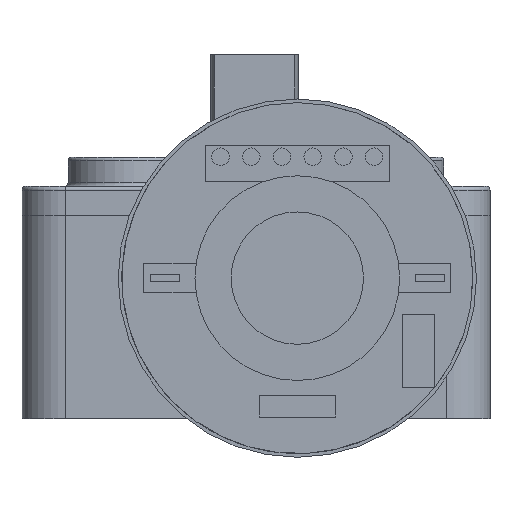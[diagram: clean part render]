
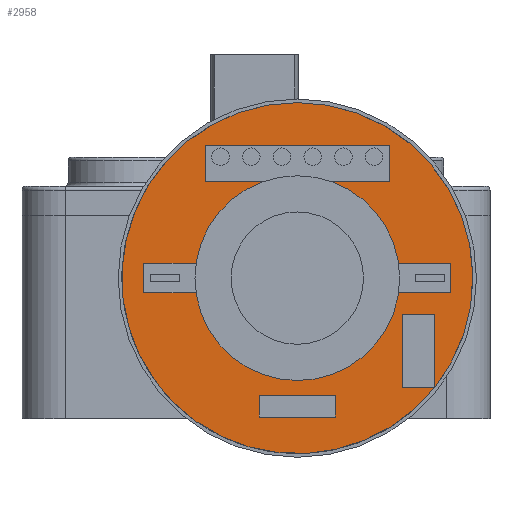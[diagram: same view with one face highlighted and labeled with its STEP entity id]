
A CAD part, front view. The second image highlights one B-rep face of the part: STEP entity #2958.
In plain terms, the highlighted face is planar.
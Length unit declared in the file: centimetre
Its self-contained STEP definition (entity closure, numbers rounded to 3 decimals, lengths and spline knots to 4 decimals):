
#235=LINE('',#4970,#458);
#236=LINE('',#4972,#459);
#237=LINE('',#4974,#460);
#238=LINE('',#4975,#461);
#239=LINE('',#4978,#462);
#240=LINE('',#4980,#463);
#241=LINE('',#4982,#464);
#242=LINE('',#4983,#465);
#243=LINE('',#4986,#466);
#244=LINE('',#4988,#467);
#245=LINE('',#4990,#468);
#246=LINE('',#4991,#469);
#247=LINE('',#4994,#470);
#248=LINE('',#4996,#471);
#249=LINE('',#4998,#472);
#250=LINE('',#4999,#473);
#251=LINE('',#5002,#474);
#252=LINE('',#5004,#475);
#253=LINE('',#5006,#476);
#254=LINE('',#5007,#477);
#458=VECTOR('',#4126,100.);
#459=VECTOR('',#4127,100.);
#460=VECTOR('',#4128,100.);
#461=VECTOR('',#4129,100.);
#462=VECTOR('',#4130,100.);
#463=VECTOR('',#4131,100.);
#464=VECTOR('',#4132,100.);
#465=VECTOR('',#4133,100.);
#466=VECTOR('',#4134,100.);
#467=VECTOR('',#4135,100.);
#468=VECTOR('',#4136,100.);
#469=VECTOR('',#4137,100.);
#470=VECTOR('',#4138,100.);
#471=VECTOR('',#4139,100.);
#472=VECTOR('',#4140,100.);
#473=VECTOR('',#4141,100.);
#474=VECTOR('',#4142,100.);
#475=VECTOR('',#4143,100.);
#476=VECTOR('',#4144,100.);
#477=VECTOR('',#4145,100.);
#600=PLANE('',#3307);
#785=FACE_BOUND('',#1248,.T.);
#786=FACE_BOUND('',#1249,.T.);
#787=FACE_BOUND('',#1250,.T.);
#788=FACE_BOUND('',#1251,.T.);
#789=FACE_BOUND('',#1252,.T.);
#960=FACE_OUTER_BOUND('',#1247,.T.);
#1247=EDGE_LOOP('',(#2630,#2631,#2632,#2633,#2634));
#1248=EDGE_LOOP('',(#2635,#2636,#2637,#2638));
#1249=EDGE_LOOP('',(#2639,#2640,#2641,#2642));
#1250=EDGE_LOOP('',(#2643,#2644,#2645,#2646));
#1251=EDGE_LOOP('',(#2647));
#1252=EDGE_LOOP('',(#2648,#2649,#2650,#2651));
#1431=CIRCLE('',#3303,0.1);
#1432=CIRCLE('',#3305,1.2);
#1659=VERTEX_POINT('',#4961);
#1660=VERTEX_POINT('',#4964);
#1662=VERTEX_POINT('',#4969);
#1663=VERTEX_POINT('',#4971);
#1664=VERTEX_POINT('',#4973);
#1665=VERTEX_POINT('',#4976);
#1666=VERTEX_POINT('',#4977);
#1667=VERTEX_POINT('',#4979);
#1668=VERTEX_POINT('',#4981);
#1669=VERTEX_POINT('',#4984);
#1670=VERTEX_POINT('',#4985);
#1671=VERTEX_POINT('',#4987);
#1672=VERTEX_POINT('',#4989);
#1673=VERTEX_POINT('',#4992);
#1674=VERTEX_POINT('',#4993);
#1675=VERTEX_POINT('',#4995);
#1676=VERTEX_POINT('',#4997);
#1677=VERTEX_POINT('',#5000);
#1678=VERTEX_POINT('',#5001);
#1679=VERTEX_POINT('',#5003);
#1680=VERTEX_POINT('',#5005);
#1997=EDGE_CURVE('',#1659,#1659,#1431,.T.);
#1998=EDGE_CURVE('',#1660,#1660,#1432,.T.);
#2000=EDGE_CURVE('',#1662,#1660,#235,.T.);
#2001=EDGE_CURVE('',#1663,#1662,#236,.T.);
#2002=EDGE_CURVE('',#1664,#1663,#237,.T.);
#2003=EDGE_CURVE('',#1660,#1664,#238,.T.);
#2004=EDGE_CURVE('',#1665,#1666,#239,.T.);
#2005=EDGE_CURVE('',#1667,#1665,#240,.T.);
#2006=EDGE_CURVE('',#1668,#1667,#241,.T.);
#2007=EDGE_CURVE('',#1666,#1668,#242,.T.);
#2008=EDGE_CURVE('',#1669,#1670,#243,.T.);
#2009=EDGE_CURVE('',#1671,#1669,#244,.T.);
#2010=EDGE_CURVE('',#1672,#1671,#245,.T.);
#2011=EDGE_CURVE('',#1670,#1672,#246,.T.);
#2012=EDGE_CURVE('',#1673,#1674,#247,.T.);
#2013=EDGE_CURVE('',#1674,#1675,#248,.T.);
#2014=EDGE_CURVE('',#1675,#1676,#249,.T.);
#2015=EDGE_CURVE('',#1676,#1673,#250,.T.);
#2016=EDGE_CURVE('',#1677,#1678,#251,.T.);
#2017=EDGE_CURVE('',#1679,#1677,#252,.T.);
#2018=EDGE_CURVE('',#1680,#1679,#253,.T.);
#2019=EDGE_CURVE('',#1678,#1680,#254,.T.);
#2630=ORIENTED_EDGE('',*,*,#2000,.F.);
#2631=ORIENTED_EDGE('',*,*,#2001,.F.);
#2632=ORIENTED_EDGE('',*,*,#2002,.F.);
#2633=ORIENTED_EDGE('',*,*,#2003,.F.);
#2634=ORIENTED_EDGE('',*,*,#1998,.T.);
#2635=ORIENTED_EDGE('',*,*,#2004,.F.);
#2636=ORIENTED_EDGE('',*,*,#2005,.F.);
#2637=ORIENTED_EDGE('',*,*,#2006,.F.);
#2638=ORIENTED_EDGE('',*,*,#2007,.F.);
#2639=ORIENTED_EDGE('',*,*,#2008,.F.);
#2640=ORIENTED_EDGE('',*,*,#2009,.F.);
#2641=ORIENTED_EDGE('',*,*,#2010,.F.);
#2642=ORIENTED_EDGE('',*,*,#2011,.F.);
#2643=ORIENTED_EDGE('',*,*,#2012,.T.);
#2644=ORIENTED_EDGE('',*,*,#2013,.T.);
#2645=ORIENTED_EDGE('',*,*,#2014,.T.);
#2646=ORIENTED_EDGE('',*,*,#2015,.T.);
#2647=ORIENTED_EDGE('',*,*,#1997,.F.);
#2648=ORIENTED_EDGE('',*,*,#2016,.F.);
#2649=ORIENTED_EDGE('',*,*,#2017,.F.);
#2650=ORIENTED_EDGE('',*,*,#2018,.F.);
#2651=ORIENTED_EDGE('',*,*,#2019,.F.);
#2958=ADVANCED_FACE('',(#960,#785,#786,#787,#788,#789),#600,.T.);
#3303=AXIS2_PLACEMENT_3D('',#4962,#4116,#4117);
#3305=AXIS2_PLACEMENT_3D('',#4965,#4120,#4121);
#3307=AXIS2_PLACEMENT_3D('',#4968,#4124,#4125);
#4116=DIRECTION('center_axis',(0.,1.,0.));
#4117=DIRECTION('ref_axis',(0.,0.,1.));
#4120=DIRECTION('center_axis',(0.,1.,0.));
#4121=DIRECTION('ref_axis',(0.,0.,1.));
#4124=DIRECTION('center_axis',(0.,1.,0.));
#4125=DIRECTION('ref_axis',(0.,0.,1.));
#4126=DIRECTION('',(1.,0.,0.));
#4127=DIRECTION('',(0.,0.,1.));
#4128=DIRECTION('',(-1.,0.,0.));
#4129=DIRECTION('',(0.,0.,-1.));
#4130=DIRECTION('',(1.,0.,0.));
#4131=DIRECTION('',(0.,0.,1.));
#4132=DIRECTION('',(-1.,0.,0.));
#4133=DIRECTION('',(0.,0.,-1.));
#4134=DIRECTION('',(1.,0.,0.));
#4135=DIRECTION('',(0.,0.,1.));
#4136=DIRECTION('',(-1.,0.,0.));
#4137=DIRECTION('',(0.,0.,-1.));
#4138=DIRECTION('',(0.,0.,1.));
#4139=DIRECTION('',(-1.,0.,0.));
#4140=DIRECTION('',(0.,0.,-1.));
#4141=DIRECTION('',(1.,0.,0.));
#4142=DIRECTION('',(1.,0.,0.));
#4143=DIRECTION('',(0.,0.,1.));
#4144=DIRECTION('',(-1.,0.,0.));
#4145=DIRECTION('',(0.,0.,-1.));
#4961=CARTESIAN_POINT('',(0.,0.1,-0.1));
#4962=CARTESIAN_POINT('Origin',(0.,0.1,0.));
#4964=CARTESIAN_POINT('',(0.94,0.1,0.7459));
#4965=CARTESIAN_POINT('Origin',(0.,0.1,0.));
#4968=CARTESIAN_POINT('Origin',(0.,0.1,0.));
#4969=CARTESIAN_POINT('',(0.72,0.1,0.7459));
#4970=CARTESIAN_POINT('',(0.72,0.1,0.7459));
#4971=CARTESIAN_POINT('',(0.72,0.1,0.2459));
#4972=CARTESIAN_POINT('',(0.72,0.1,0.2459));
#4973=CARTESIAN_POINT('',(0.94,0.1,0.2459));
#4974=CARTESIAN_POINT('',(0.72,0.1,0.2459));
#4975=CARTESIAN_POINT('',(0.94,0.1,0.2459));
#4976=CARTESIAN_POINT('',(0.65,0.1,0.1));
#4977=CARTESIAN_POINT('',(1.05,0.1,0.1));
#4978=CARTESIAN_POINT('',(0.65,0.1,0.1));
#4979=CARTESIAN_POINT('',(0.65,0.1,-0.1));
#4980=CARTESIAN_POINT('',(0.65,0.1,-0.1));
#4981=CARTESIAN_POINT('',(1.05,0.1,-0.1));
#4982=CARTESIAN_POINT('',(0.65,0.1,-0.1));
#4983=CARTESIAN_POINT('',(1.05,0.1,-0.1));
#4984=CARTESIAN_POINT('',(-0.63,0.1,-0.66));
#4985=CARTESIAN_POINT('',(0.63,0.1,-0.66));
#4986=CARTESIAN_POINT('',(-0.63,0.1,-0.66));
#4987=CARTESIAN_POINT('',(-0.63,0.1,-0.91));
#4988=CARTESIAN_POINT('',(-0.63,0.1,-0.91));
#4989=CARTESIAN_POINT('',(0.63,0.1,-0.91));
#4990=CARTESIAN_POINT('',(-0.63,0.1,-0.91));
#4991=CARTESIAN_POINT('',(0.63,0.1,-0.91));
#4992=CARTESIAN_POINT('',(-0.65,0.1,-0.1));
#4993=CARTESIAN_POINT('',(-0.65,0.1,0.1));
#4994=CARTESIAN_POINT('',(-0.65,0.1,-0.1));
#4995=CARTESIAN_POINT('',(-1.05,0.1,0.1));
#4996=CARTESIAN_POINT('',(-0.65,0.1,0.1));
#4997=CARTESIAN_POINT('',(-1.05,0.1,-0.1));
#4998=CARTESIAN_POINT('',(-1.05,0.1,-0.1));
#4999=CARTESIAN_POINT('',(-0.65,0.1,-0.1));
#5000=CARTESIAN_POINT('',(-0.26,0.1,0.95));
#5001=CARTESIAN_POINT('',(0.26,0.1,0.95));
#5002=CARTESIAN_POINT('',(-0.26,0.1,0.95));
#5003=CARTESIAN_POINT('',(-0.26,0.1,0.8));
#5004=CARTESIAN_POINT('',(-0.26,0.1,0.8));
#5005=CARTESIAN_POINT('',(0.26,0.1,0.8));
#5006=CARTESIAN_POINT('',(-0.26,0.1,0.8));
#5007=CARTESIAN_POINT('',(0.26,0.1,0.8));
